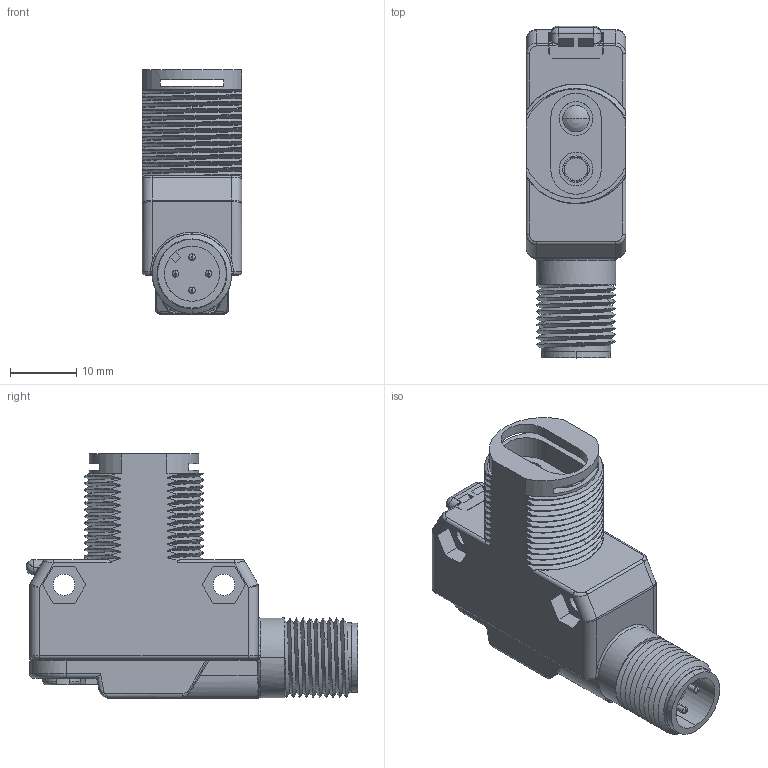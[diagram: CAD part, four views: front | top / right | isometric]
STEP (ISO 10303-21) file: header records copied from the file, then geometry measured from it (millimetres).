
FILE_DESCRIPTION((''),'2;1');
FILE_NAME('139727_SW','2008-05-07T',('banengservice'),('BANNER ENGINEERING'),'PRO/ENGINEER BY PARAMETRIC TECHNOLOGY CORPORATION, 2006170','PRO/ENGINEER BY PARAMETRIC TECHNOLOGY CORPORATION, 2006170','');
FILE_SCHEMA(('CONFIG_CONTROL_DESIGN'));
Length unit declared in the file: inch
Products named in the file (1): 139727_SW
Bounding box: 15 x 50.03 x 36.86 mm (x, y, z)
Volume: 12297.2 mm3; surface area: 6348.1 mm2
Topology: 1 solids, 1 shells, 528 faces, 1361 edges, 853 vertices
Faces by surface type: bspline 169, plane 167, cylinder 158, torus 22, sphere 10, cone 2
Entity records: 30870 total; most frequent: CARTESIAN_POINT 19303, ORIENTED_EDGE 2714, DIRECTION 1865, EDGE_CURVE 1357, VERTEX_POINT 853, VECTOR 637, LINE 637, AXIS2_PLACEMENT_3D 614
